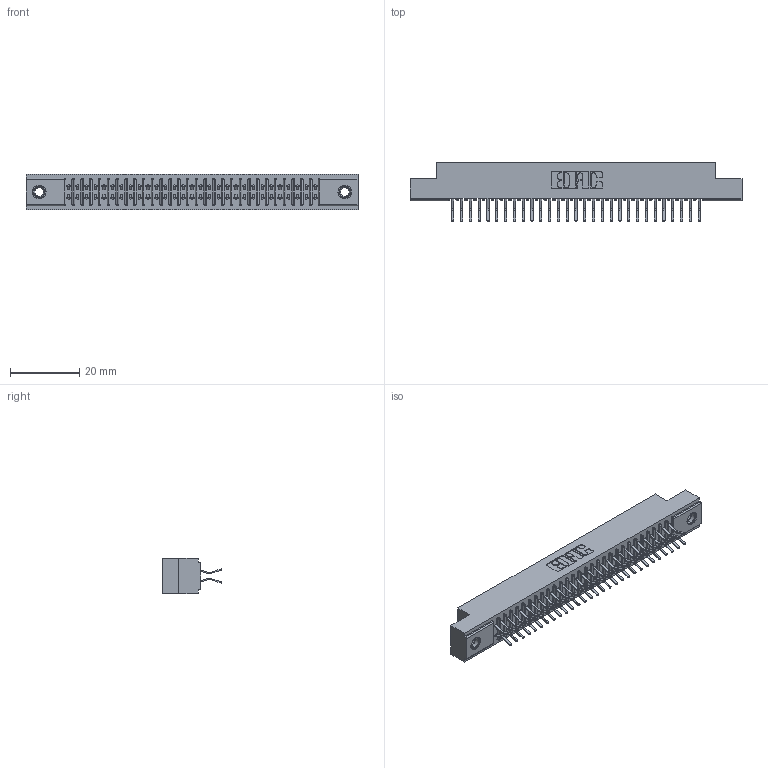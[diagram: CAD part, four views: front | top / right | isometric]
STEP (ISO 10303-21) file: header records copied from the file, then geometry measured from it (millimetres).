
FILE_DESCRIPTION (( 'STEP AP203' ), '1' );
FILE_NAME ('341-058-556-207.STEP', '2018-08-07T16:34:44', ( '' ), ( '' ), 'SwSTEP 2.0', 'SolidWorks 2016', '' );
FILE_SCHEMA (( 'CONFIG_CONTROL_DESIGN' ));
Length unit declared in the file: inch
Products named in the file (4): 341-292-001_341-292-156; 345-250-001_345-250-005-103; 341 Part_.156 (3.96) Dia Mounting Holes; 341-058-556-207
Assembly tree (61 placements, depth 2):
  341-058-556-207
    341 Part_.156 (3.96) Dia Mounting Holes
    341-292-001_341-292-156  x58
    345-250-001_345-250-005-103  x2
Bounding box: 95.89 x 17.07 x 10.16 mm (x, y, z)
Volume: 7074.1 mm3; surface area: 12321 mm2
Topology: 61 solids, 61 shells, 4236 faces, 12255 edges, 7946 vertices
Faces by surface type: plane 2420, cylinder 1684, sphere 60, torus 60, cone 12
Entity records: 38153 total; most frequent: CARTESIAN_POINT 6326, ORIENTED_EDGE 6278, DIRECTION 6163, EDGE_CURVE 3139, LINE 2513, VECTOR 2513, VERTEX_POINT 1988, AXIS2_PLACEMENT_3D 1825
